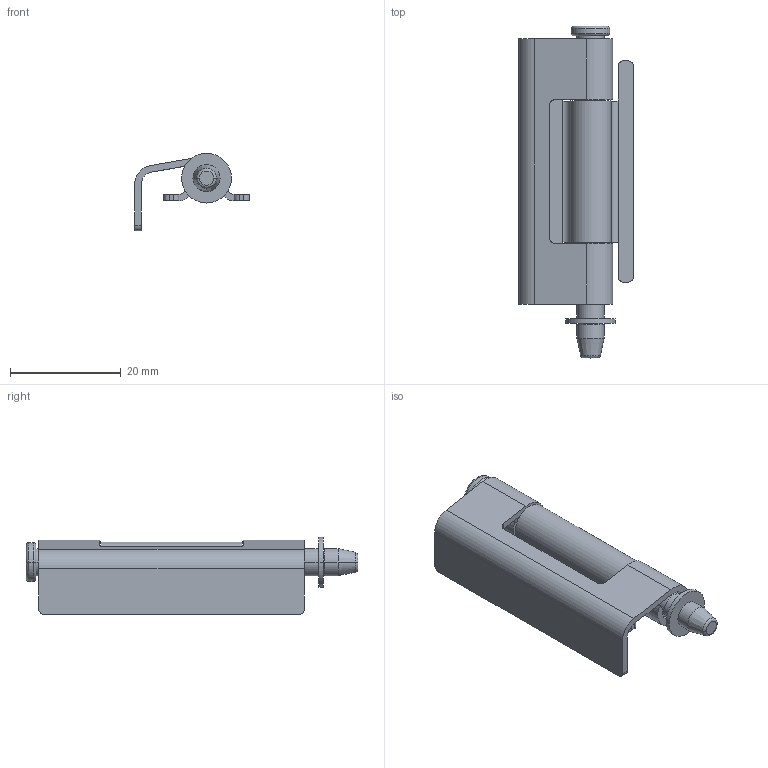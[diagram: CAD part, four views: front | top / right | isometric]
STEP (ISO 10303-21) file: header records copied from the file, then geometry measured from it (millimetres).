
FILE_DESCRIPTION(/* description */ (''),/* implementation_level */ '2;1');
FILE_NAME(/* name */ 'JL025',/* time_stamp */ '2024-09-03T14:27:55+08:00',/* author */ (''),/* organization */ (''),/* preprocessor_version */ 'ST-DEVELOPER v19.2',/* originating_system */ 'Rhino 8.5',/* authorisation */ '');
FILE_SCHEMA (('CONFIG_CONTROL_DESIGN'));
Length unit declared in the file: millimetre
Products named in the file (1): Document
Bounding box: 20.75 x 60 x 14 mm (x, y, z)
Volume: 3543.1 mm3; surface area: 5505.1 mm2
Topology: 3 solids, 3 shells, 87 faces, 208 edges, 132 vertices
Faces by surface type: cylinder 40, plane 39, bspline 8
Entity records: 2770 total; most frequent: CARTESIAN_POINT 922, ORIENTED_EDGE 416, DIRECTION 244, EDGE_CURVE 208, AXIS2_PLACEMENT_3D 160, VERTEX_POINT 132, EDGE_LOOP 92, B_SPLINE_CURVE_WITH_KNOTS 87
